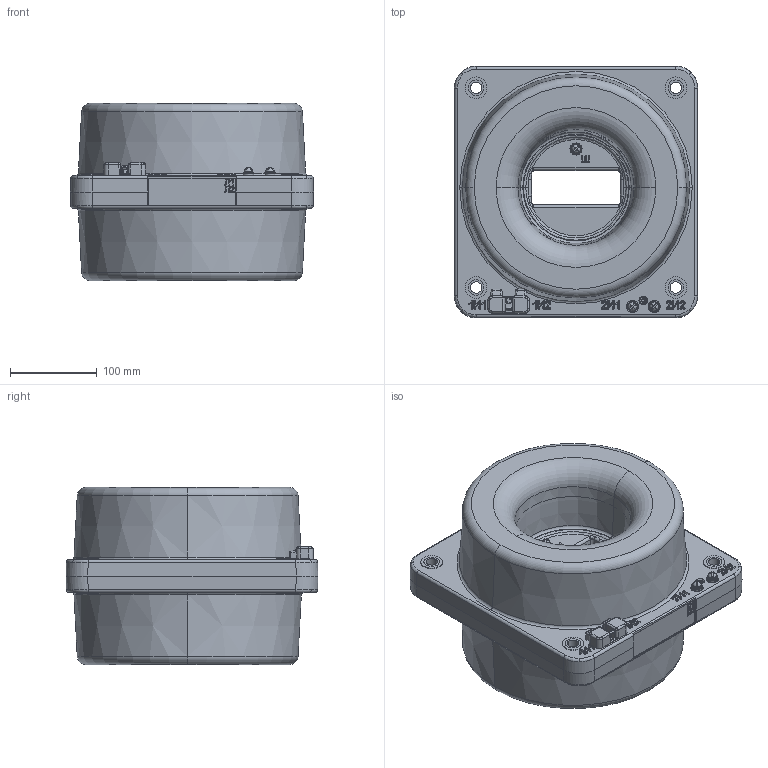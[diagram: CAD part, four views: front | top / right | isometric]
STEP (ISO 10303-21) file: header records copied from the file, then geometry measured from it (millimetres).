
FILE_DESCRIPTION (( 'STEP AP203' ), '1' );
FILE_NAME ('ÒËØ-10 (1-3)êÀ.STEP', '2025-03-12T08:08:34', ( '' ), ( '' ), 'SwSTEP 2.0', 'SolidWorks 2010', '' );
FILE_SCHEMA (( 'CONFIG_CONTROL_DESIGN' ));
Length unit declared in the file: millimetre
Products named in the file (1): ÒËØ-10 (1-3)êÀ
Bounding box: 280 x 290 x 204 mm (x, y, z)
Surface area: 444360.9 mm2 (no closed solid volume)
Topology: 0 solids, 21 shells, 466 faces, 1388 edges, 934 vertices
Faces by surface type: plane 173, cylinder 103, bspline 91, cone 62, torus 24, sphere 13
Entity records: 18646 total; most frequent: CARTESIAN_POINT 6807, ORIENTED_EDGE 2381, DIRECTION 2368, EDGE_CURVE 1388, VERTEX_POINT 934, AXIS2_PLACEMENT_3D 885, VECTOR 598, LINE 598
